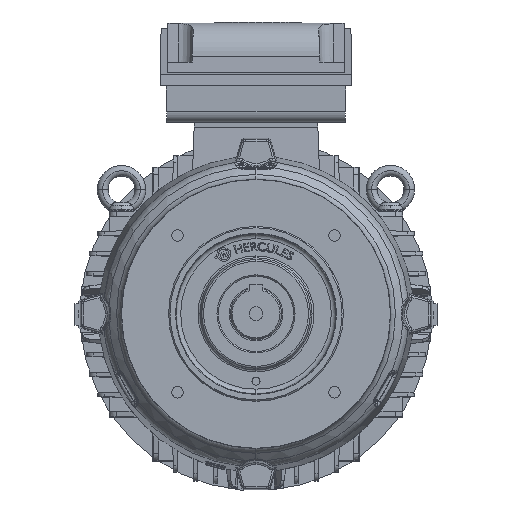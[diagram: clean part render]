
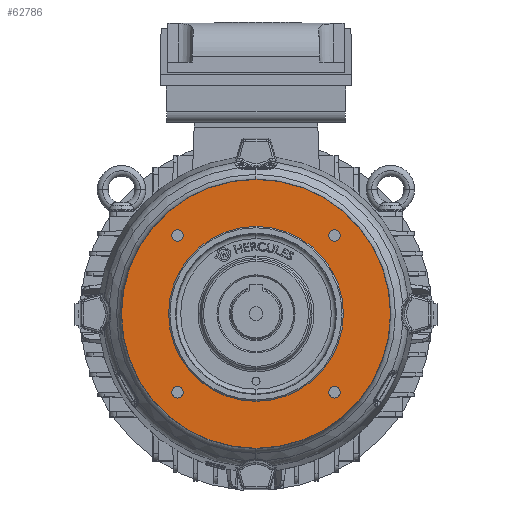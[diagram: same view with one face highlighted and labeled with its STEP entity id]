
A CAD part, top view. The second image highlights one B-rep face of the part: STEP entity #62786.
In plain terms, the highlighted planar face has unit normal (0, 0, 1).
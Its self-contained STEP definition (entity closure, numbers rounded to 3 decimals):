
#613 = ORIENTED_EDGE ( 'NONE', *, *, #32136, .F. ) ;
#888 = VERTEX_POINT ( 'NONE', #39521 ) ;
#898 = FACE_BOUND ( 'NONE', #62909, .T. ) ;
#1252 = ORIENTED_EDGE ( 'NONE', *, *, #77161, .F. ) ;
#1484 = CIRCLE ( 'NONE', #72612, 4.25 ) ;
#2594 = FACE_OUTER_BOUND ( 'NONE', #39757, .T. ) ;
#3459 = VERTEX_POINT ( 'NONE', #19567 ) ;
#4708 = AXIS2_PLACEMENT_3D ( 'NONE', #38963, #71510, #26574 ) ;
#7564 = AXIS2_PLACEMENT_3D ( 'NONE', #73071, #72219, #14365 ) ;
#8759 = AXIS2_PLACEMENT_3D ( 'NONE', #26371, #19916, #62679 ) ;
#8920 = CIRCLE ( 'NONE', #7564, 65. ) ;
#9075 = DIRECTION ( 'NONE',  ( 1., 0., 0. ) ) ;
#10516 = EDGE_CURVE ( 'NONE', #67296, #888, #1484, .T. ) ;
#10597 = AXIS2_PLACEMENT_3D ( 'NONE', #29651, #82322, #9075 ) ;
#11063 = EDGE_LOOP ( 'NONE', ( #47488, #58914 ) ) ;
#11709 = ORIENTED_EDGE ( 'NONE', *, *, #24389, .F. ) ;
#13259 = EDGE_CURVE ( 'NONE', #62234, #51788, #47906, .T. ) ;
#14365 = DIRECTION ( 'NONE',  ( 1., 0., 0. ) ) ;
#14585 = DIRECTION ( 'NONE',  ( 0., 0., 1. ) ) ;
#15448 = FACE_BOUND ( 'NONE', #11063, .T. ) ;
#15459 = ORIENTED_EDGE ( 'NONE', *, *, #30056, .F. ) ;
#16024 = ORIENTED_EDGE ( 'NONE', *, *, #13259, .F. ) ;
#16602 = EDGE_CURVE ( 'NONE', #74281, #32268, #48199, .T. ) ;
#16618 = CARTESIAN_POINT ( 'NONE',  ( -58.336, 58.336, 62.5 ) ) ;
#16906 = CARTESIAN_POINT ( 'NONE',  ( -65., 0., 62.5 ) ) ;
#17064 = DIRECTION ( 'NONE',  ( 0., 0., 1. ) ) ;
#17485 = DIRECTION ( 'NONE',  ( 1., 0., 0. ) ) ;
#17517 = DIRECTION ( 'NONE',  ( 1., 0., 0. ) ) ;
#19567 = CARTESIAN_POINT ( 'NONE',  ( 65., 0., 62.5 ) ) ;
#19916 = DIRECTION ( 'NONE',  ( 0., 0., 1. ) ) ;
#21918 = FACE_BOUND ( 'NONE', #48355, .T. ) ;
#24328 = DIRECTION ( 'NONE',  ( 0., 0., -1. ) ) ;
#24389 = EDGE_CURVE ( 'NONE', #51788, #62234, #73068, .T. ) ;
#25175 = CIRCLE ( 'NONE', #8759, 4.25 ) ;
#25232 = VERTEX_POINT ( 'NONE', #55323 ) ;
#25673 = CIRCLE ( 'NONE', #10597, 4.25 ) ;
#26029 = ORIENTED_EDGE ( 'NONE', *, *, #51301, .F. ) ;
#26149 = EDGE_CURVE ( 'NONE', #3459, #65095, #8920, .T. ) ;
#26330 = CARTESIAN_POINT ( 'NONE',  ( 0., 99.97, 62.5 ) ) ;
#26371 = CARTESIAN_POINT ( 'NONE',  ( 58.336, 58.336, 62.5 ) ) ;
#26574 = DIRECTION ( 'NONE',  ( 1., 0., 0. ) ) ;
#28772 = CARTESIAN_POINT ( 'NONE',  ( 0., 0., 62.5 ) ) ;
#29339 = DIRECTION ( 'NONE',  ( 0., 0., 1. ) ) ;
#29651 = CARTESIAN_POINT ( 'NONE',  ( 58.336, 58.336, 62.5 ) ) ;
#30056 = EDGE_CURVE ( 'NONE', #888, #67296, #80504, .T. ) ;
#31013 = AXIS2_PLACEMENT_3D ( 'NONE', #28772, #60035, #34756 ) ;
#32136 = EDGE_CURVE ( 'NONE', #32268, #74281, #83220, .T. ) ;
#32268 = VERTEX_POINT ( 'NONE', #34931 ) ;
#34741 = CARTESIAN_POINT ( 'NONE',  ( -58.336, -58.336, 62.5 ) ) ;
#34756 = DIRECTION ( 'NONE',  ( -1., 0., 0. ) ) ;
#34931 = CARTESIAN_POINT ( 'NONE',  ( -62.586, -58.336, 62.5 ) ) ;
#36629 = CIRCLE ( 'NONE', #47538, 99.97 ) ;
#37024 = CARTESIAN_POINT ( 'NONE',  ( -58.336, 58.336, 62.5 ) ) ;
#37135 = ORIENTED_EDGE ( 'NONE', *, *, #10516, .F. ) ;
#37499 = DIRECTION ( 'NONE',  ( 0., 0., -1. ) ) ;
#37625 = CARTESIAN_POINT ( 'NONE',  ( 58.336, -58.336, 62.5 ) ) ;
#38026 = CARTESIAN_POINT ( 'NONE',  ( -58.336, -58.336, 62.5 ) ) ;
#38963 = CARTESIAN_POINT ( 'NONE',  ( 58.336, -58.336, 62.5 ) ) ;
#39521 = CARTESIAN_POINT ( 'NONE',  ( -62.586, 58.336, 62.5 ) ) ;
#39757 = EDGE_LOOP ( 'NONE', ( #1252, #26029 ) ) ;
#43148 = EDGE_CURVE ( 'NONE', #25232, #84805, #25175, .T. ) ;
#43802 = AXIS2_PLACEMENT_3D ( 'NONE', #37625, #83482, #17517 ) ;
#44157 = EDGE_CURVE ( 'NONE', #65095, #3459, #79782, .T. ) ;
#46254 = AXIS2_PLACEMENT_3D ( 'NONE', #38026, #17064, #17485 ) ;
#47488 = ORIENTED_EDGE ( 'NONE', *, *, #26149, .F. ) ;
#47538 = AXIS2_PLACEMENT_3D ( 'NONE', #63268, #24328, #63686 ) ;
#47906 = CIRCLE ( 'NONE', #43802, 4.25 ) ;
#48096 = CARTESIAN_POINT ( 'NONE',  ( -54.086, 58.336, 62.5 ) ) ;
#48199 = CIRCLE ( 'NONE', #72817, 4.25 ) ;
#48355 = EDGE_LOOP ( 'NONE', ( #11709, #16024 ) ) ;
#48415 = FACE_BOUND ( 'NONE', #52679, .T. ) ;
#48596 = DIRECTION ( 'NONE',  ( 0., 0., 1. ) ) ;
#48901 = ORIENTED_EDGE ( 'NONE', *, *, #16602, .F. ) ;
#49484 = CARTESIAN_POINT ( 'NONE',  ( 0., 0., 62.5 ) ) ;
#50415 = DIRECTION ( 'NONE',  ( 0., 0., 1. ) ) ;
#51301 = EDGE_CURVE ( 'NONE', #74809, #75669, #36629, .T. ) ;
#51788 = VERTEX_POINT ( 'NONE', #80676 ) ;
#52679 = EDGE_LOOP ( 'NONE', ( #37135, #15459 ) ) ;
#54471 = AXIS2_PLACEMENT_3D ( 'NONE', #37024, #48596, #61893 ) ;
#55323 = CARTESIAN_POINT ( 'NONE',  ( 62.586, 58.336, 62.5 ) ) ;
#58171 = CARTESIAN_POINT ( 'NONE',  ( 0., 0., 62.5 ) ) ;
#58914 = ORIENTED_EDGE ( 'NONE', *, *, #44157, .F. ) ;
#60035 = DIRECTION ( 'NONE',  ( 0., 0., -1. ) ) ;
#60497 = CARTESIAN_POINT ( 'NONE',  ( 54.086, 58.336, 62.5 ) ) ;
#60866 = DIRECTION ( 'NONE',  ( 1., 0., 0. ) ) ;
#61201 = CARTESIAN_POINT ( 'NONE',  ( 0., -99.97, 62.5 ) ) ;
#61893 = DIRECTION ( 'NONE',  ( 1., 0., 0. ) ) ;
#62234 = VERTEX_POINT ( 'NONE', #66234 ) ;
#62679 = DIRECTION ( 'NONE',  ( 1., 0., 0. ) ) ;
#62786 = ADVANCED_FACE ( 'NONE', ( #72883, #48415, #898, #21918, #15448, #2594 ), #66447, .F. ) ;
#62909 = EDGE_LOOP ( 'NONE', ( #48901, #613 ) ) ;
#63268 = CARTESIAN_POINT ( 'NONE',  ( 0., 0., 62.5 ) ) ;
#63686 = DIRECTION ( 'NONE',  ( -1., 0., 0. ) ) ;
#65095 = VERTEX_POINT ( 'NONE', #16906 ) ;
#66234 = CARTESIAN_POINT ( 'NONE',  ( 54.086, -58.336, 62.5 ) ) ;
#66447 = PLANE ( 'NONE',  #31013 ) ;
#66854 = CARTESIAN_POINT ( 'NONE',  ( -54.086, -58.336, 62.5 ) ) ;
#66899 = ORIENTED_EDGE ( 'NONE', *, *, #43148, .F. ) ;
#67296 = VERTEX_POINT ( 'NONE', #48096 ) ;
#70141 = AXIS2_PLACEMENT_3D ( 'NONE', #58171, #29339, #81589 ) ;
#70466 = DIRECTION ( 'NONE',  ( -1., 0., 0. ) ) ;
#71510 = DIRECTION ( 'NONE',  ( 0., 0., 1. ) ) ;
#72219 = DIRECTION ( 'NONE',  ( 0., 0., 1. ) ) ;
#72371 = EDGE_CURVE ( 'NONE', #84805, #25232, #25673, .T. ) ;
#72612 = AXIS2_PLACEMENT_3D ( 'NONE', #16618, #50415, #76601 ) ;
#72817 = AXIS2_PLACEMENT_3D ( 'NONE', #34741, #14585, #60866 ) ;
#72883 = FACE_BOUND ( 'NONE', #80217, .T. ) ;
#73068 = CIRCLE ( 'NONE', #4708, 4.25 ) ;
#73071 = CARTESIAN_POINT ( 'NONE',  ( 0., 0., 62.5 ) ) ;
#73822 = AXIS2_PLACEMENT_3D ( 'NONE', #49484, #37499, #70466 ) ;
#74281 = VERTEX_POINT ( 'NONE', #66854 ) ;
#74803 = ORIENTED_EDGE ( 'NONE', *, *, #72371, .F. ) ;
#74809 = VERTEX_POINT ( 'NONE', #26330 ) ;
#75669 = VERTEX_POINT ( 'NONE', #61201 ) ;
#76601 = DIRECTION ( 'NONE',  ( 1., 0., 0. ) ) ;
#77161 = EDGE_CURVE ( 'NONE', #75669, #74809, #77929, .T. ) ;
#77929 = CIRCLE ( 'NONE', #73822, 99.97 ) ;
#79782 = CIRCLE ( 'NONE', #70141, 65. ) ;
#80217 = EDGE_LOOP ( 'NONE', ( #66899, #74803 ) ) ;
#80504 = CIRCLE ( 'NONE', #54471, 4.25 ) ;
#80676 = CARTESIAN_POINT ( 'NONE',  ( 62.586, -58.336, 62.5 ) ) ;
#81589 = DIRECTION ( 'NONE',  ( 1., 0., 0. ) ) ;
#82322 = DIRECTION ( 'NONE',  ( 0., 0., 1. ) ) ;
#83220 = CIRCLE ( 'NONE', #46254, 4.25 ) ;
#83482 = DIRECTION ( 'NONE',  ( 0., 0., 1. ) ) ;
#84805 = VERTEX_POINT ( 'NONE', #60497 ) ;
